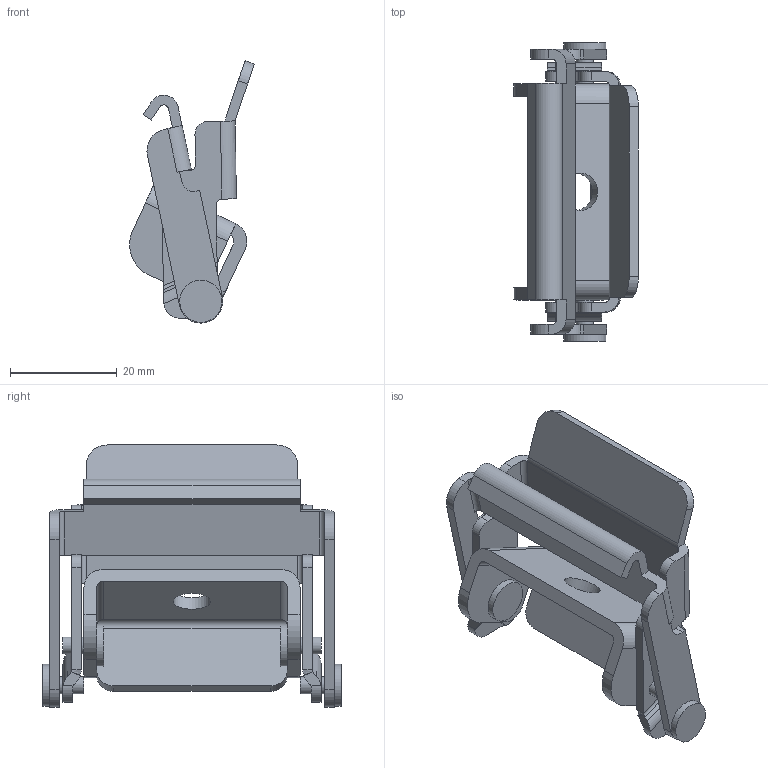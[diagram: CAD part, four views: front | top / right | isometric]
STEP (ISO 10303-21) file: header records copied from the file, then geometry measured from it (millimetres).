
FILE_DESCRIPTION (( 'STEP AP214' ), '1' );
FILE_NAME ('14QRS16.STEP', '2019-09-13T17:16:12', ( '' ), ( '' ), 'SwSTEP 2.0', 'SolidWorks 2018', '' );
FILE_SCHEMA (( 'AUTOMOTIVE_DESIGN' ));
Length unit declared in the file: inch
Products named in the file (1): 14QRS16
Bounding box: 23.41 x 56.03 x 49.24 mm (x, y, z)
Volume: 10009 mm3; surface area: 11882.4 mm2
Topology: 7 solids, 7 shells, 165 faces, 415 edges, 268 vertices
Faces by surface type: plane 90, cylinder 69, bspline 6
Full cylindrical faces by diameter (mm): 3.175 x4, 3.302 x8, 6.985 x1, 7.938 x4
Entity records: 7203 total; most frequent: CARTESIAN_POINT 1014, DIRECTION 806, ORIENTED_EDGE 796, EDGE_CURVE 398, AXIS2_PLACEMENT_3D 284, VERTEX_POINT 268, VECTOR 238, LINE 238
